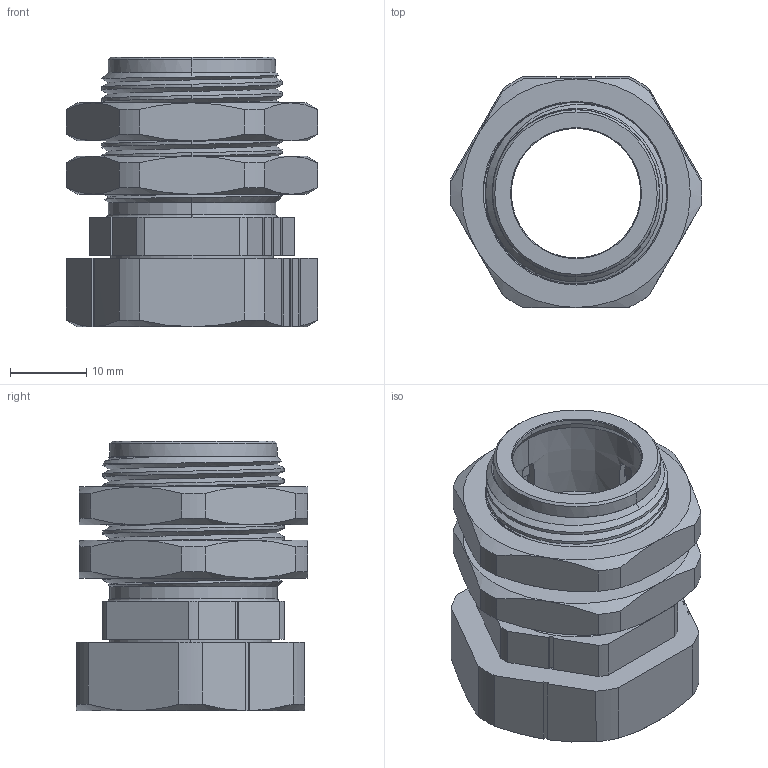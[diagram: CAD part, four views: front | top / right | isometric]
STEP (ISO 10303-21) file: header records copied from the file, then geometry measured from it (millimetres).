
FILE_DESCRIPTION((''),'2;1');
FILE_NAME('CAD-7108_ASM','2021-01-13T10:45:33',('creinig-se'),(''),'CREO PARAMETRIC BY PTC INC, 2019292','CREO PARAMETRIC BY PTC INC, 2019292','');
FILE_SCHEMA(('CONFIG_CONTROL_DESIGN','SHAPE_APPEARANCE_LAYERS_GROUPS'));
Length unit declared in the file: millimetre
Products named in the file (3): CAD-7108_SW0001; CAD-7108_104-5330; CAD-7108_ASM
Assembly tree (2 placements, depth 2):
  CAD-7108_ASM
    CAD-7108_SW0001
    CAD-7108_104-5330
Bounding box: 33 x 30.38 x 35.41 mm (x, y, z)
Volume: 11927 mm3; surface area: 11595 mm2
Topology: 2 solids, 2 shells, 297 faces, 862 edges, 582 vertices
Faces by surface type: plane 113, cylinder 84, cone 66, torus 18, bspline 16
Entity records: 19708 total; most frequent: CARTESIAN_POINT 8213, ORIENTED_EDGE 1718, DIRECTION 1505, PRESENTATION_STYLE_ASSIGNMENT 924, STYLED_ITEM 924, EDGE_CURVE 859, CURVE_STYLE 689, AXIS2_PLACEMENT_3D 593
